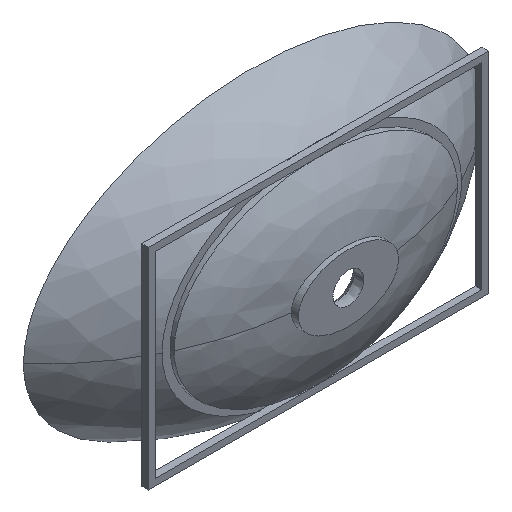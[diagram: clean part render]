
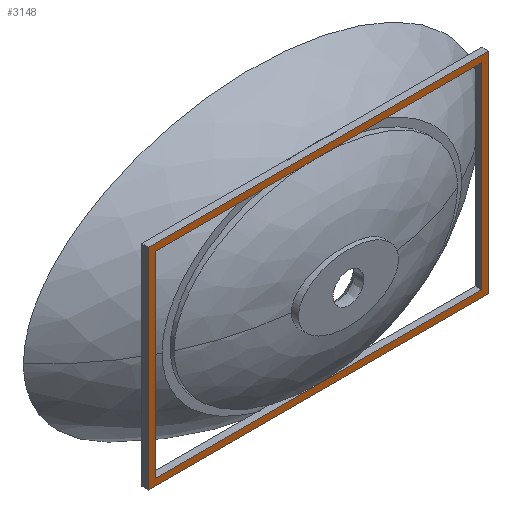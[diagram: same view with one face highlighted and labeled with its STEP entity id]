
A CAD part, isometric view. The second image highlights one B-rep face of the part: STEP entity #3148.
In plain terms, the highlighted planar face has unit normal (0, -1, 0).
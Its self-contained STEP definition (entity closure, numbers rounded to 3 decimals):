
#28 = VERTEX_POINT ( 'NONE', #4438 ) ;
#89 = VECTOR ( 'NONE', #468, 1000. ) ;
#165 = DIRECTION ( 'NONE',  ( 0., 0., -1. ) ) ;
#181 = VERTEX_POINT ( 'NONE', #2881 ) ;
#249 = DIRECTION ( 'NONE',  ( -1., 0., 0. ) ) ;
#263 = ORIENTED_EDGE ( 'NONE', *, *, #4092, .F. ) ;
#290 = CARTESIAN_POINT ( 'NONE',  ( -255., -100., 157.5 ) ) ;
#406 = CARTESIAN_POINT ( 'NONE',  ( -255., -100., -157.5 ) ) ;
#413 = DIRECTION ( 'NONE',  ( -1., 0., 0. ) ) ;
#433 = VERTEX_POINT ( 'NONE', #1124 ) ;
#462 = CARTESIAN_POINT ( 'NONE',  ( 245., -100., 147.5 ) ) ;
#468 = DIRECTION ( 'NONE',  ( 0., 0., -1. ) ) ;
#478 = DIRECTION ( 'NONE',  ( 0., 0., -1. ) ) ;
#480 = EDGE_CURVE ( 'NONE', #2271, #1854, #1238, .T. ) ;
#504 = CARTESIAN_POINT ( 'NONE',  ( 255., -100., 157.5 ) ) ;
#514 = VECTOR ( 'NONE', #1146, 1000. ) ;
#521 = CARTESIAN_POINT ( 'NONE',  ( -245., -100., 147.5 ) ) ;
#528 = DIRECTION ( 'NONE',  ( 0., 0., 1. ) ) ;
#607 = VERTEX_POINT ( 'NONE', #1072 ) ;
#648 = AXIS2_PLACEMENT_3D ( 'NONE', #3153, #2946, #165 ) ;
#814 = CARTESIAN_POINT ( 'NONE',  ( -245., -100., -147.5 ) ) ;
#820 = DIRECTION ( 'NONE',  ( 0., 0., 1. ) ) ;
#828 = DIRECTION ( 'NONE',  ( 1., 0., 0. ) ) ;
#835 = CARTESIAN_POINT ( 'NONE',  ( -255., -100., 157.5 ) ) ;
#961 = PLANE ( 'NONE',  #648 ) ;
#1005 = CARTESIAN_POINT ( 'NONE',  ( -255., -100., 157.5 ) ) ;
#1016 = EDGE_CURVE ( 'NONE', #28, #607, #3534, .T. ) ;
#1067 = VECTOR ( 'NONE', #820, 1000. ) ;
#1072 = CARTESIAN_POINT ( 'NONE',  ( -255., -100., -157.5 ) ) ;
#1124 = CARTESIAN_POINT ( 'NONE',  ( 255., -100., 157.5 ) ) ;
#1139 = CARTESIAN_POINT ( 'NONE',  ( -245., -100., 147.5 ) ) ;
#1146 = DIRECTION ( 'NONE',  ( 1., 0., 0. ) ) ;
#1147 = ORIENTED_EDGE ( 'NONE', *, *, #480, .T. ) ;
#1236 = VECTOR ( 'NONE', #249, 1000. ) ;
#1238 = LINE ( 'NONE', #1139, #514 ) ;
#1311 = EDGE_CURVE ( 'NONE', #3806, #433, #2921, .T. ) ;
#1325 = EDGE_LOOP ( 'NONE', ( #263, #3919, #2363, #3377 ) ) ;
#1408 = EDGE_CURVE ( 'NONE', #2328, #181, #2713, .T. ) ;
#1492 = ORIENTED_EDGE ( 'NONE', *, *, #1625, .T. ) ;
#1625 = EDGE_CURVE ( 'NONE', #1854, #2328, #3166, .T. ) ;
#1663 = VECTOR ( 'NONE', #413, 1000. ) ;
#1674 = EDGE_CURVE ( 'NONE', #181, #2271, #3934, .T. ) ;
#1695 = EDGE_CURVE ( 'NONE', #433, #28, #2394, .T. ) ;
#1704 = CARTESIAN_POINT ( 'NONE',  ( 245., -100., 147.5 ) ) ;
#1854 = VERTEX_POINT ( 'NONE', #1704 ) ;
#1907 = ORIENTED_EDGE ( 'NONE', *, *, #1674, .T. ) ;
#2271 = VERTEX_POINT ( 'NONE', #4561 ) ;
#2324 = ORIENTED_EDGE ( 'NONE', *, *, #1408, .T. ) ;
#2328 = VERTEX_POINT ( 'NONE', #4200 ) ;
#2333 = EDGE_LOOP ( 'NONE', ( #1492, #2324, #1907, #1147 ) ) ;
#2341 = VECTOR ( 'NONE', #478, 1000. ) ;
#2363 = ORIENTED_EDGE ( 'NONE', *, *, #1695, .F. ) ;
#2394 = LINE ( 'NONE', #504, #2341 ) ;
#2515 = LINE ( 'NONE', #1005, #1067 ) ;
#2713 = LINE ( 'NONE', #814, #1236 ) ;
#2881 = CARTESIAN_POINT ( 'NONE',  ( -245., -100., -147.5 ) ) ;
#2921 = LINE ( 'NONE', #835, #3648 ) ;
#2946 = DIRECTION ( 'NONE',  ( 0., -1., 0. ) ) ;
#3075 = FACE_BOUND ( 'NONE', #2333, .T. ) ;
#3095 = VECTOR ( 'NONE', #528, 1000. ) ;
#3148 = ADVANCED_FACE ( 'NONE', ( #3075, #3561 ), #961, .T. ) ;
#3153 = CARTESIAN_POINT ( 'NONE',  ( 0., -100., 0. ) ) ;
#3166 = LINE ( 'NONE', #462, #89 ) ;
#3377 = ORIENTED_EDGE ( 'NONE', *, *, #1311, .F. ) ;
#3534 = LINE ( 'NONE', #406, #1663 ) ;
#3561 = FACE_OUTER_BOUND ( 'NONE', #1325, .T. ) ;
#3648 = VECTOR ( 'NONE', #828, 1000. ) ;
#3806 = VERTEX_POINT ( 'NONE', #290 ) ;
#3919 = ORIENTED_EDGE ( 'NONE', *, *, #1016, .F. ) ;
#3934 = LINE ( 'NONE', #521, #3095 ) ;
#4092 = EDGE_CURVE ( 'NONE', #607, #3806, #2515, .T. ) ;
#4200 = CARTESIAN_POINT ( 'NONE',  ( 245., -100., -147.5 ) ) ;
#4438 = CARTESIAN_POINT ( 'NONE',  ( 255., -100., -157.5 ) ) ;
#4561 = CARTESIAN_POINT ( 'NONE',  ( -245., -100., 147.5 ) ) ;
